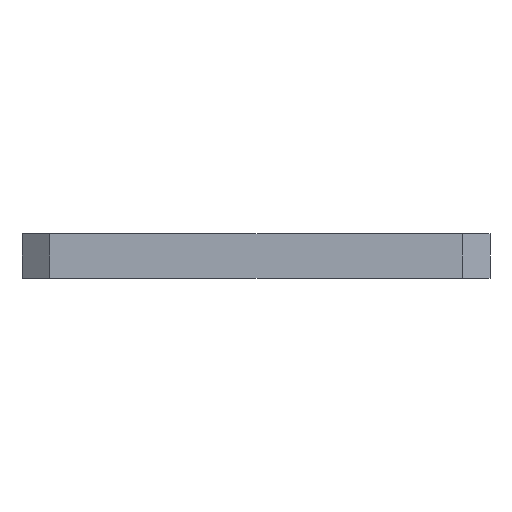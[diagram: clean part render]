
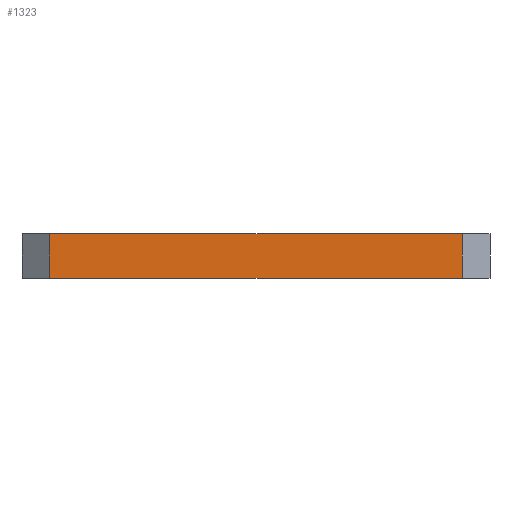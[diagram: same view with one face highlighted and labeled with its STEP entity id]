
A CAD part, left-side view. The second image highlights one B-rep face of the part: STEP entity #1323.
In plain terms, the highlighted planar face has unit normal (-1, 0, 0).
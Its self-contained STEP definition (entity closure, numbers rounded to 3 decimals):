
#25 = FACE_OUTER_BOUND ( 'NONE', #519, .T. ) ;
#30 = EDGE_CURVE ( 'NONE', #847, #220, #1182, .T. ) ;
#51 = ORIENTED_EDGE ( 'NONE', *, *, #824, .F. ) ;
#64 = CARTESIAN_POINT ( 'NONE',  ( 0., 0., 0. ) ) ;
#143 = DIRECTION ( 'NONE',  ( 0., 0., 1. ) ) ;
#156 = DIRECTION ( 'NONE',  ( 0., 1., 0. ) ) ;
#218 = CARTESIAN_POINT ( 'NONE',  ( 0., 37., 4. ) ) ;
#220 = VERTEX_POINT ( 'NONE', #218 ) ;
#221 = ORIENTED_EDGE ( 'NONE', *, *, #30, .T. ) ;
#265 = LINE ( 'NONE', #500, #861 ) ;
#302 = VERTEX_POINT ( 'NONE', #1033 ) ;
#315 = EDGE_CURVE ( 'NONE', #220, #302, #899, .T. ) ;
#342 = EDGE_CURVE ( 'NONE', #847, #815, #265, .T. ) ;
#370 = VECTOR ( 'NONE', #713, 1000. ) ;
#500 = CARTESIAN_POINT ( 'NONE',  ( 0., 0., 4. ) ) ;
#519 = EDGE_LOOP ( 'NONE', ( #51, #693, #221, #922 ) ) ;
#547 = VECTOR ( 'NONE', #156, 1000. ) ;
#556 = DIRECTION ( 'NONE',  ( 0., 0., -1. ) ) ;
#693 = ORIENTED_EDGE ( 'NONE', *, *, #342, .F. ) ;
#694 = AXIS2_PLACEMENT_3D ( 'NONE', #1434, #1072, #143 ) ;
#713 = DIRECTION ( 'NONE',  ( 0., 1., 0. ) ) ;
#740 = CARTESIAN_POINT ( 'NONE',  ( 0., 0., 4. ) ) ;
#756 = CARTESIAN_POINT ( 'NONE',  ( 0., 0., 0. ) ) ;
#815 = VERTEX_POINT ( 'NONE', #64 ) ;
#824 = EDGE_CURVE ( 'NONE', #815, #302, #1332, .T. ) ;
#833 = CARTESIAN_POINT ( 'NONE',  ( 0., 0., 4. ) ) ;
#847 = VERTEX_POINT ( 'NONE', #740 ) ;
#861 = VECTOR ( 'NONE', #1179, 1000. ) ;
#899 = LINE ( 'NONE', #1364, #1054 ) ;
#922 = ORIENTED_EDGE ( 'NONE', *, *, #315, .T. ) ;
#1033 = CARTESIAN_POINT ( 'NONE',  ( 0., 37., 0. ) ) ;
#1054 = VECTOR ( 'NONE', #556, 1000. ) ;
#1072 = DIRECTION ( 'NONE',  ( -1., 0., 0. ) ) ;
#1179 = DIRECTION ( 'NONE',  ( 0., 0., -1. ) ) ;
#1182 = LINE ( 'NONE', #833, #370 ) ;
#1323 = ADVANCED_FACE ( 'NONE', ( #25 ), #1409, .T. ) ;
#1332 = LINE ( 'NONE', #756, #547 ) ;
#1364 = CARTESIAN_POINT ( 'NONE',  ( 0., 37., 4. ) ) ;
#1409 = PLANE ( 'NONE',  #694 ) ;
#1434 = CARTESIAN_POINT ( 'NONE',  ( 0., 0., 4. ) ) ;
